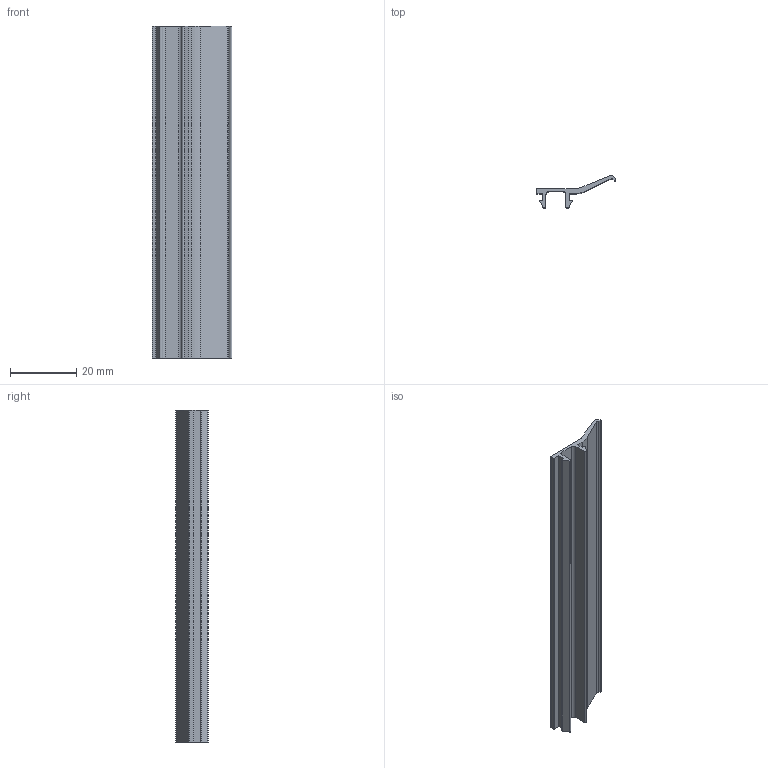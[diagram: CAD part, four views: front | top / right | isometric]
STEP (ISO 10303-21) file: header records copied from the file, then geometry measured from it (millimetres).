
FILE_DESCRIPTION(('Creo Elements/Direct Modeling STEP Export'),'2;1');
FILE_NAME('33.0322.1_Dichtlippenprofil-MMS-33_schwarz.stp','2022-03-18T13:58:34',(''),(''),'PTC Creo Elements/Direct Modeling STEP processor for AP214 (Solid Model)','PTC Creo Elements/Direct Modeling 19.0C 15-Aug-2015 (C) Parametric Technology GmbH','');
FILE_SCHEMA(('AUTOMOTIVE_DESIGN { 1 0 10303 214 1 1 1 1 }'));
Length unit declared in the file: millimetre
Products named in the file (1): Dichtlippenprofil-MMS-33_schwarz_33.0322.1_PX176226
Bounding box: 24.07 x 9.91 x 100 mm (x, y, z)
Volume: 4067.3 mm3; surface area: 7223.8 mm2
Topology: 1 solids, 1 shells, 32 faces, 90 edges, 60 vertices
Faces by surface type: plane 19, cylinder 13
Entity records: 1062 total; most frequent: CARTESIAN_POINT 183, DIRECTION 182, ORIENTED_EDGE 180, EDGE_CURVE 90, VECTOR 64, LINE 64, VERTEX_POINT 60, AXIS2_PLACEMENT_3D 59
